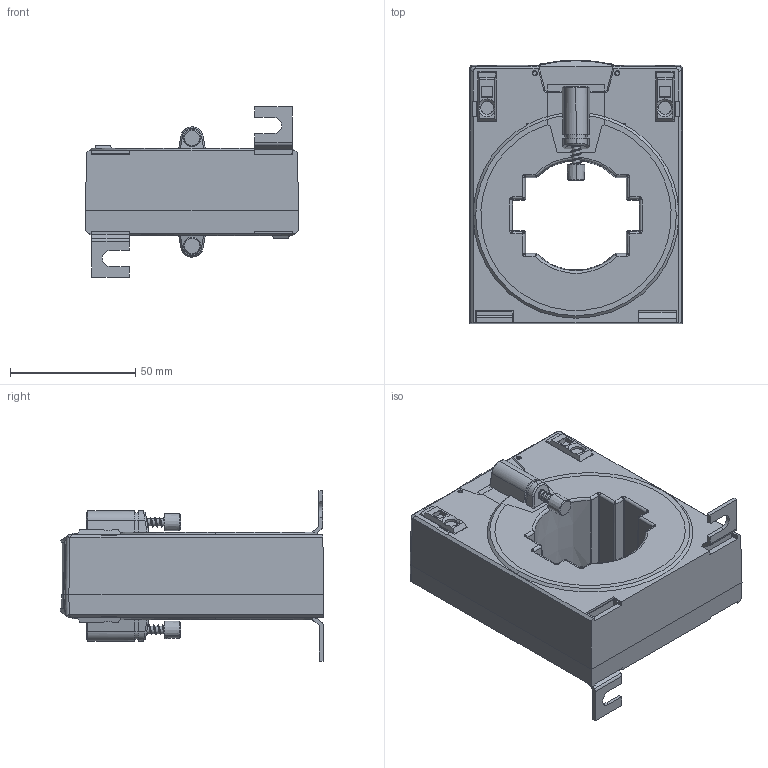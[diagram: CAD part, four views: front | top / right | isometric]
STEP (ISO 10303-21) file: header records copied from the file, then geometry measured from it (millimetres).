
FILE_DESCRIPTION (( 'STEP AP214' ), '1' );
FILE_NAME ('CTB51.35.STEP', '2012-01-16T08:20:36', ( 'User' ), ( 'EnDeCo GmbH' ), 'SwSTEP 2.0', 'SolidWorks 2010', '' );
FILE_SCHEMA (( 'AUTOMOTIVE_DESIGN' ));
Length unit declared in the file: millimetre
Products named in the file (1): CTB51.35
Bounding box: 85 x 105.23 x 68 mm (x, y, z)
Volume: 13823.8 mm3; surface area: 83765 mm2
Topology: 22 solids, 23 shells, 1119 faces, 2786 edges, 1730 vertices
Faces by surface type: plane 625, cylinder 196, cone 152, bspline 134, sphere 8, torus 4
Entity records: 52271 total; most frequent: CARTESIAN_POINT 15193, ORIENTED_EDGE 5540, DIRECTION 4483, EDGE_CURVE 2770, VERTEX_POINT 1730, LINE 1695, VECTOR 1695, AXIS2_PLACEMENT_3D 1394
